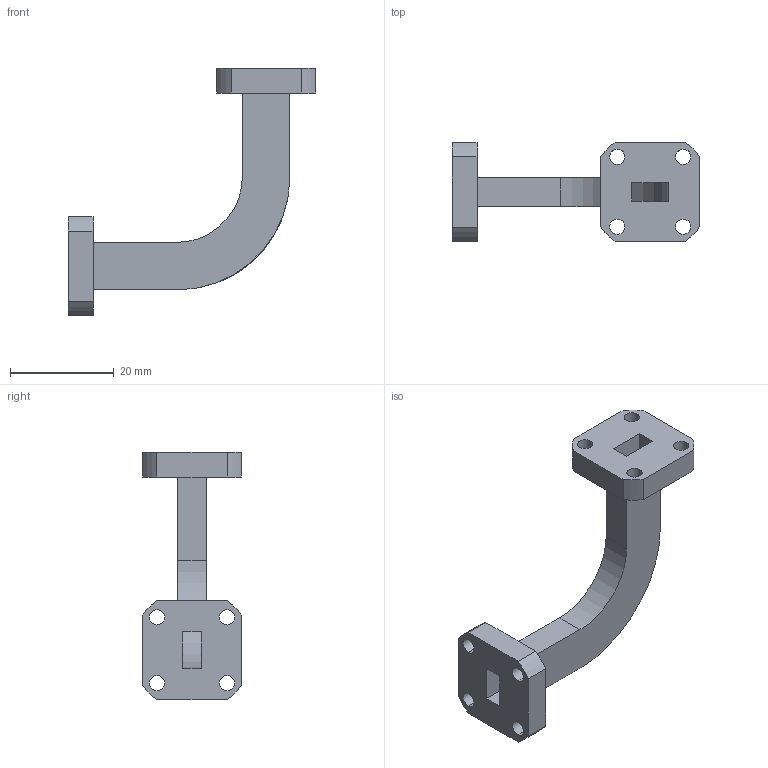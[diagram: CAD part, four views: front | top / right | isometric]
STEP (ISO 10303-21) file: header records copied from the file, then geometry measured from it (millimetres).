
FILE_DESCRIPTION (( 'STEP AP214' ), '1' );
FILE_NAME ('SMF-28HB-001_3D.step', '2025-11-10T21:11:07', ( '' ), ( '' ), 'SwSTEP 2.0', 'SolidWorks 2025', '' );
FILE_SCHEMA (( 'AUTOMOTIVE_DESIGN' ));
Length unit declared in the file: inch
Products named in the file (1): SMF-28HB-001_3D
Bounding box: 47.62 x 19.05 x 47.62 mm (x, y, z)
Volume: 4348.6 mm3; surface area: 5368.3 mm2
Topology: 1 solids, 1 shells, 215 faces, 568 edges, 376 vertices
Faces by surface type: plane 90, bspline 78, cylinder 47
Entity records: 15060 total; most frequent: CARTESIAN_POINT 10259, ORIENTED_EDGE 1136, DIRECTION 723, EDGE_CURVE 568, VERTEX_POINT 376, AXIS2_PLACEMENT_3D 262, EDGE_LOOP 254, B_SPLINE_CURVE_WITH_KNOTS 245
